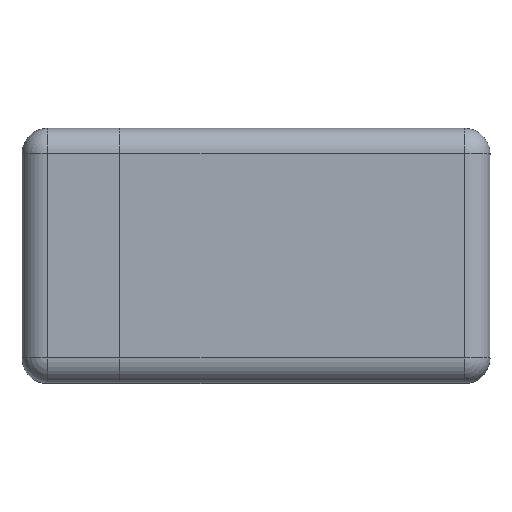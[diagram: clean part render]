
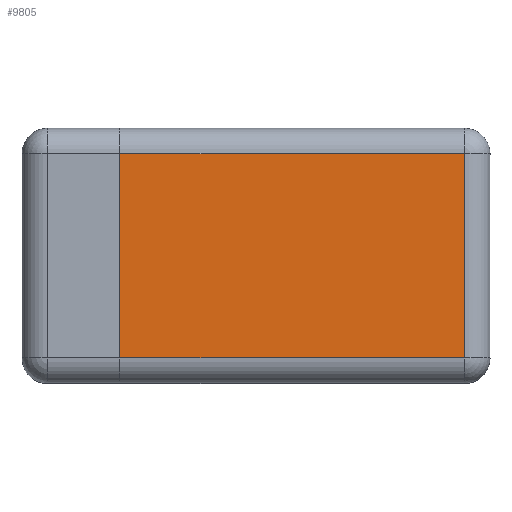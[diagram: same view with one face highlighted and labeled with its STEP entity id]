
A CAD part, top view. The second image highlights one B-rep face of the part: STEP entity #9805.
In plain terms, the highlighted face is planar.
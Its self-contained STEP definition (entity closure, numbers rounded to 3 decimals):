
#9613=CARTESIAN_POINT('',(18.75,12.0,0.0));
#9614=VERTEX_POINT('',#9613);
#9646=CARTESIAN_POINT('',(-21.75,12.,0.0));
#9647=VERTEX_POINT('',#9646);
#9664=CARTESIAN_POINT('',(18.75,12.0,0.0));
#9665=DIRECTION('',(-1.0,0.0,0.0));
#9666=VECTOR('',#9665,40.5);
#9667=LINE('',#9664,#9666);
#9668=EDGE_CURVE('',#9614,#9647,#9667,.T.);
#9695=CARTESIAN_POINT('',(18.75,-12.,0.0));
#9696=VERTEX_POINT('',#9695);
#9729=CARTESIAN_POINT('',(18.75,-12.,0.0));
#9730=DIRECTION('',(0.0,1.0,0.0));
#9731=VECTOR('',#9730,24.);
#9732=LINE('',#9729,#9731);
#9733=EDGE_CURVE('',#9696,#9614,#9732,.T.);
#9764=CARTESIAN_POINT('',(-21.75,-12.,0.0));
#9765=VERTEX_POINT('',#9764);
#9773=CARTESIAN_POINT('',(-21.75,-12.,0.0));
#9774=DIRECTION('',(1.0,0.0,0.0));
#9775=VECTOR('',#9774,40.5);
#9776=LINE('',#9773,#9775);
#9777=EDGE_CURVE('',#9765,#9696,#9776,.T.);
#9789=CARTESIAN_POINT('',(0.,0.,0.0));
#9790=DIRECTION('',(0.0,0.0,1.0));
#9791=DIRECTION('',(1.0,0.0,0.0));
#9792=AXIS2_PLACEMENT_3D('',#9789,#9790,#9791);
#9793=PLANE('',#9792);
#9794=ORIENTED_EDGE('',*,*,#9668,.F.);
#9795=ORIENTED_EDGE('',*,*,#9733,.F.);
#9796=ORIENTED_EDGE('',*,*,#9777,.F.);
#9797=CARTESIAN_POINT('',(-21.75,-12.,0.0));
#9798=DIRECTION('',(0.0,1.0,0.0));
#9799=VECTOR('',#9798,24.);
#9800=LINE('',#9797,#9799);
#9801=EDGE_CURVE('',#9765,#9647,#9800,.T.);
#9802=ORIENTED_EDGE('',*,*,#9801,.T.);
#9803=EDGE_LOOP('',(#9794,#9795,#9796,#9802));
#9804=FACE_OUTER_BOUND('',#9803,.T.);
#9805=ADVANCED_FACE('',(#9804),#9793,.F.);
